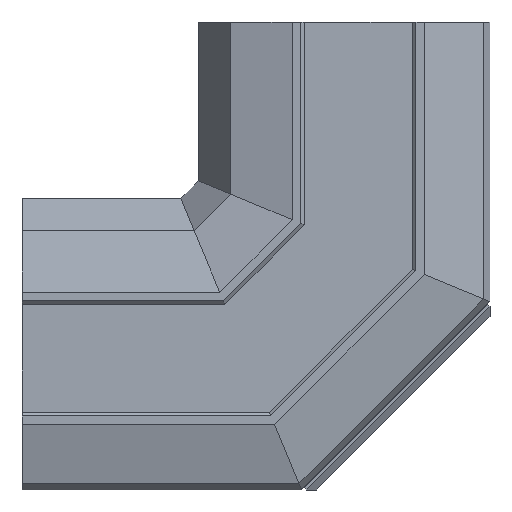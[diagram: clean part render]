
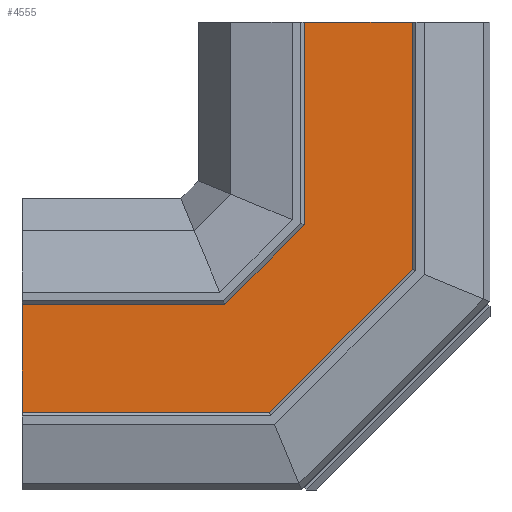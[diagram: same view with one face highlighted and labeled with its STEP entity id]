
A CAD part, front view. The second image highlights one B-rep face of the part: STEP entity #4555.
In plain terms, the highlighted planar face has unit normal (0, -1, 0).
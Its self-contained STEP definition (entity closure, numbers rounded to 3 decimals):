
#162=DIRECTION('',(0.707,0.,0.707));
#163=VECTOR('',#162,31.288);
#164=CARTESIAN_POINT('',(-8.682,-27.,-13.442));
#165=LINE('',#164,#163);
#330=DIRECTION('',(1.,0.,0.));
#331=VECTOR('',#330,30.);
#332=CARTESIAN_POINT('',(13.442,-27.,65.));
#333=LINE('',#332,#331);
#1233=DIRECTION('',(0.,0.,-1.));
#1234=VECTOR('',#1233,30.);
#1235=CARTESIAN_POINT('',(-65.,-27.,-13.442));
#1236=LINE('',#1235,#1234);
#2216=DIRECTION('',(0.,0.,-1.));
#2217=VECTOR('',#2216,56.318);
#2218=CARTESIAN_POINT('',(13.442,-27.,65.));
#2219=LINE('',#2218,#2217);
#2223=DIRECTION('',(0.707,0.,0.707));
#2224=VECTOR('',#2223,56.141);
#2225=CARTESIAN_POINT('',(3.745,-27.,-43.442));
#2226=LINE('',#2225,#2224);
#2230=DIRECTION('',(1.,0.,0.));
#2231=VECTOR('',#2230,56.318);
#2232=CARTESIAN_POINT('',(-65.,-27.,-13.442));
#2233=LINE('',#2232,#2231);
#2237=DIRECTION('',(0.,0.,-1.));
#2238=VECTOR('',#2237,68.745);
#2239=CARTESIAN_POINT('',(43.442,-27.,65.));
#2240=LINE('',#2239,#2238);
#2251=DIRECTION('',(1.,0.,0.));
#2252=VECTOR('',#2251,68.745);
#2253=CARTESIAN_POINT('',(-65.,-27.,-43.442));
#2254=LINE('',#2253,#2252);
#2577=CARTESIAN_POINT('',(-65.,-27.,-13.442));
#2579=VERTEX_POINT('',#2577);
#2580=CARTESIAN_POINT('',(-65.,-27.,-43.442));
#2581=VERTEX_POINT('',#2580);
#2593=CARTESIAN_POINT('',(13.442,-27.,65.));
#2595=VERTEX_POINT('',#2593);
#2596=CARTESIAN_POINT('',(43.442,-27.,65.));
#2597=VERTEX_POINT('',#2596);
#2612=CARTESIAN_POINT('',(-8.682,-27.,-13.442));
#2613=VERTEX_POINT('',#2612);
#2614=CARTESIAN_POINT('',(3.745,-27.,-43.442));
#2615=VERTEX_POINT('',#2614);
#2624=CARTESIAN_POINT('',(43.442,-27.,-3.745));
#2625=VERTEX_POINT('',#2624);
#2636=CARTESIAN_POINT('',(13.442,-27.,8.682));
#2637=VERTEX_POINT('',#2636);
#4537=CARTESIAN_POINT('',(-65.,-27.,-13.442));
#4538=DIRECTION('',(0.,1.,0.));
#4539=DIRECTION('',(0.,0.,-1.));
#4540=AXIS2_PLACEMENT_3D('',#4537,#4538,#4539);
#4541=PLANE('',#4540);
#4542=ORIENTED_EDGE('',*,*,#2875,.T.);
#4543=ORIENTED_EDGE('',*,*,#2890,.F.);
#4544=ORIENTED_EDGE('',*,*,#2935,.T.);
#4546=ORIENTED_EDGE('',*,*,#4545,.T.);
#4548=ORIENTED_EDGE('',*,*,#4547,.F.);
#4550=ORIENTED_EDGE('',*,*,#4549,.F.);
#4551=ORIENTED_EDGE('',*,*,#3571,.F.);
#4552=ORIENTED_EDGE('',*,*,#2860,.T.);
#4553=EDGE_LOOP('',(#4542,#4543,#4544,#4546,#4548,#4550,#4551,#4552));
#4554=FACE_OUTER_BOUND('',#4553,.F.);
#4555=ADVANCED_FACE('',(#4554),#4541,.F.);
#2860=EDGE_CURVE('',#2579,#2613,#2233,.T.);
#2875=EDGE_CURVE('',#2613,#2637,#165,.T.);
#2890=EDGE_CURVE('',#2595,#2637,#2219,.T.);
#2935=EDGE_CURVE('',#2595,#2597,#333,.T.);
#3571=EDGE_CURVE('',#2579,#2581,#1236,.T.);
#4545=EDGE_CURVE('',#2597,#2625,#2240,.T.);
#4547=EDGE_CURVE('',#2615,#2625,#2226,.T.);
#4549=EDGE_CURVE('',#2581,#2615,#2254,.T.);
